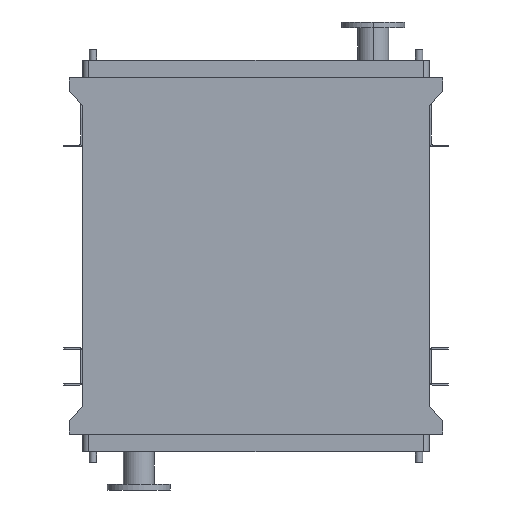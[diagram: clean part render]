
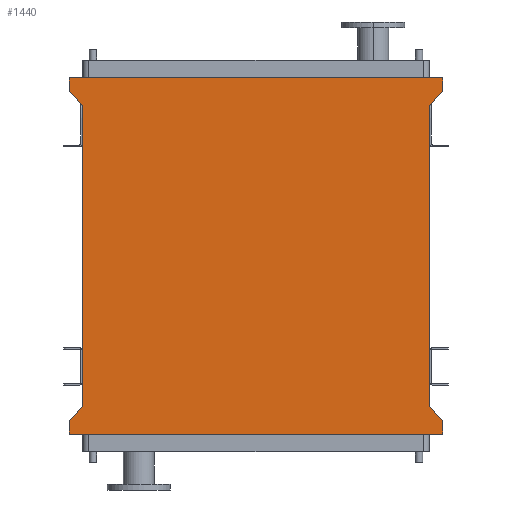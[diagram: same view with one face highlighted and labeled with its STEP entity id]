
A CAD part, front view. The second image highlights one B-rep face of the part: STEP entity #1440.
In plain terms, the highlighted planar face has unit normal (0, -1, 0).
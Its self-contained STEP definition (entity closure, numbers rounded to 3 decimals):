
#157 = EDGE_CURVE ( 'NONE', #7756, #2381, #4134, .T. ) ;
#218 = VECTOR ( 'NONE', #4737, 1000. ) ;
#371 = EDGE_LOOP ( 'NONE', ( #12839, #9355, #1628, #1472, #5334, #5004, #9297, #9534, #3835, #10732, #11805, #9519 ) ) ;
#386 = LINE ( 'NONE', #10160, #218 ) ;
#600 = DIRECTION ( 'NONE',  ( -0.655, 0., 0.755 ) ) ;
#667 = CARTESIAN_POINT ( 'NONE',  ( 651., 0., -1145. ) ) ;
#696 = VECTOR ( 'NONE', #14093, 1000. ) ;
#697 = VERTEX_POINT ( 'NONE', #6164 ) ;
#887 = CARTESIAN_POINT ( 'NONE',  ( -651., 0., -1103. ) ) ;
#1056 = CARTESIAN_POINT ( 'NONE',  ( -651., 0., -1145. ) ) ;
#1071 = VERTEX_POINT ( 'NONE', #1056 ) ;
#1134 = CARTESIAN_POINT ( 'NONE',  ( -651., 0., 95. ) ) ;
#1290 = CARTESIAN_POINT ( 'NONE',  ( -651., 0., 53. ) ) ;
#1299 = VECTOR ( 'NONE', #13214, 1000. ) ;
#1440 = ADVANCED_FACE ( 'NONE', ( #6046 ), #2680, .T. ) ;
#1472 = ORIENTED_EDGE ( 'NONE', *, *, #4937, .F. ) ;
#1514 = EDGE_CURVE ( 'NONE', #2884, #1703, #4123, .T. ) ;
#1628 = ORIENTED_EDGE ( 'NONE', *, *, #13762, .F. ) ;
#1690 = VERTEX_POINT ( 'NONE', #4021 ) ;
#1697 = CARTESIAN_POINT ( 'NONE',  ( 605., 0., 0. ) ) ;
#1703 = VERTEX_POINT ( 'NONE', #667 ) ;
#2110 = DIRECTION ( 'NONE',  ( -1., 0., 0. ) ) ;
#2144 = VERTEX_POINT ( 'NONE', #7692 ) ;
#2208 = VERTEX_POINT ( 'NONE', #1134 ) ;
#2381 = VERTEX_POINT ( 'NONE', #1697 ) ;
#2422 = DIRECTION ( 'NONE',  ( 0., 0., 1. ) ) ;
#2680 = PLANE ( 'NONE',  #5347 ) ;
#2884 = VERTEX_POINT ( 'NONE', #12549 ) ;
#2950 = VECTOR ( 'NONE', #7555, 1000. ) ;
#3169 = VECTOR ( 'NONE', #600, 1000. ) ;
#3835 = ORIENTED_EDGE ( 'NONE', *, *, #8389, .F. ) ;
#4021 = CARTESIAN_POINT ( 'NONE',  ( 605., 0., -1050. ) ) ;
#4123 = LINE ( 'NONE', #13834, #12647 ) ;
#4134 = LINE ( 'NONE', #14058, #10822 ) ;
#4342 = VERTEX_POINT ( 'NONE', #11013 ) ;
#4545 = CARTESIAN_POINT ( 'NONE',  ( -651., 0., 95. ) ) ;
#4571 = EDGE_CURVE ( 'NONE', #1690, #2884, #8846, .T. ) ;
#4638 = LINE ( 'NONE', #8931, #10855 ) ;
#4682 = LINE ( 'NONE', #4545, #9533 ) ;
#4737 = DIRECTION ( 'NONE',  ( 0., 0., 1. ) ) ;
#4937 = EDGE_CURVE ( 'NONE', #2208, #2144, #4682, .T. ) ;
#5004 = ORIENTED_EDGE ( 'NONE', *, *, #6343, .F. ) ;
#5334 = ORIENTED_EDGE ( 'NONE', *, *, #7387, .F. ) ;
#5347 = AXIS2_PLACEMENT_3D ( 'NONE', #7033, #9402, #13765 ) ;
#6046 = FACE_OUTER_BOUND ( 'NONE', #371, .T. ) ;
#6089 = LINE ( 'NONE', #13595, #3169 ) ;
#6164 = CARTESIAN_POINT ( 'NONE',  ( -605., 0., 0. ) ) ;
#6343 = EDGE_CURVE ( 'NONE', #697, #7699, #6089, .T. ) ;
#6444 = VERTEX_POINT ( 'NONE', #9866 ) ;
#6466 = LINE ( 'NONE', #11830, #8967 ) ;
#7033 = CARTESIAN_POINT ( 'NONE',  ( -605., 0., -1050. ) ) ;
#7387 = EDGE_CURVE ( 'NONE', #7699, #2208, #386, .T. ) ;
#7555 = DIRECTION ( 'NONE',  ( 0., 0., 1. ) ) ;
#7606 = DIRECTION ( 'NONE',  ( -0.655, 0., -0.755 ) ) ;
#7692 = CARTESIAN_POINT ( 'NONE',  ( 651., 0., 95. ) ) ;
#7699 = VERTEX_POINT ( 'NONE', #1290 ) ;
#7706 = DIRECTION ( 'NONE',  ( 0., 0., -1. ) ) ;
#7756 = VERTEX_POINT ( 'NONE', #9146 ) ;
#7772 = CARTESIAN_POINT ( 'NONE',  ( 605., 0., -1050. ) ) ;
#7942 = EDGE_CURVE ( 'NONE', #6444, #697, #11785, .T. ) ;
#8389 = EDGE_CURVE ( 'NONE', #1071, #4342, #10665, .T. ) ;
#8846 = LINE ( 'NONE', #10059, #1299 ) ;
#8931 = CARTESIAN_POINT ( 'NONE',  ( 651., 0., 95. ) ) ;
#8967 = VECTOR ( 'NONE', #2110, 1000. ) ;
#9146 = CARTESIAN_POINT ( 'NONE',  ( 651., 0., 53. ) ) ;
#9297 = ORIENTED_EDGE ( 'NONE', *, *, #7942, .F. ) ;
#9355 = ORIENTED_EDGE ( 'NONE', *, *, #157, .F. ) ;
#9402 = DIRECTION ( 'NONE',  ( 0., -1., 0. ) ) ;
#9519 = ORIENTED_EDGE ( 'NONE', *, *, #4571, .F. ) ;
#9533 = VECTOR ( 'NONE', #11244, 1000. ) ;
#9534 = ORIENTED_EDGE ( 'NONE', *, *, #13222, .F. ) ;
#9551 = LINE ( 'NONE', #11680, #13778 ) ;
#9866 = CARTESIAN_POINT ( 'NONE',  ( -605., 0., -1050. ) ) ;
#10059 = CARTESIAN_POINT ( 'NONE',  ( 651., 0., -1103. ) ) ;
#10160 = CARTESIAN_POINT ( 'NONE',  ( -651., 0., 53. ) ) ;
#10665 = LINE ( 'NONE', #887, #696 ) ;
#10712 = CARTESIAN_POINT ( 'NONE',  ( -605., 0., -1050. ) ) ;
#10732 = ORIENTED_EDGE ( 'NONE', *, *, #12185, .F. ) ;
#10822 = VECTOR ( 'NONE', #7606, 1000. ) ;
#10855 = VECTOR ( 'NONE', #7706, 1000. ) ;
#11013 = CARTESIAN_POINT ( 'NONE',  ( -651., 0., -1103. ) ) ;
#11244 = DIRECTION ( 'NONE',  ( 1., 0., 0. ) ) ;
#11614 = DIRECTION ( 'NONE',  ( 0.655, 0., 0.755 ) ) ;
#11680 = CARTESIAN_POINT ( 'NONE',  ( -605., 0., -1050. ) ) ;
#11785 = LINE ( 'NONE', #10712, #2950 ) ;
#11805 = ORIENTED_EDGE ( 'NONE', *, *, #1514, .F. ) ;
#11830 = CARTESIAN_POINT ( 'NONE',  ( -651., 0., -1145. ) ) ;
#12185 = EDGE_CURVE ( 'NONE', #1703, #1071, #6466, .T. ) ;
#12549 = CARTESIAN_POINT ( 'NONE',  ( 651., 0., -1103. ) ) ;
#12647 = VECTOR ( 'NONE', #14043, 1000. ) ;
#12839 = ORIENTED_EDGE ( 'NONE', *, *, #13803, .T. ) ;
#12920 = VECTOR ( 'NONE', #2422, 1000. ) ;
#13154 = LINE ( 'NONE', #7772, #12920 ) ;
#13214 = DIRECTION ( 'NONE',  ( 0.655, 0., -0.755 ) ) ;
#13222 = EDGE_CURVE ( 'NONE', #4342, #6444, #9551, .T. ) ;
#13595 = CARTESIAN_POINT ( 'NONE',  ( -605., 0., 0. ) ) ;
#13762 = EDGE_CURVE ( 'NONE', #2144, #7756, #4638, .T. ) ;
#13765 = DIRECTION ( 'NONE',  ( 0., 0., -1. ) ) ;
#13778 = VECTOR ( 'NONE', #11614, 1000. ) ;
#13803 = EDGE_CURVE ( 'NONE', #1690, #2381, #13154, .T. ) ;
#13834 = CARTESIAN_POINT ( 'NONE',  ( 651., 0., -1145. ) ) ;
#14043 = DIRECTION ( 'NONE',  ( 0., 0., -1. ) ) ;
#14058 = CARTESIAN_POINT ( 'NONE',  ( 651., 0., 53. ) ) ;
#14093 = DIRECTION ( 'NONE',  ( 0., 0., 1. ) ) ;
